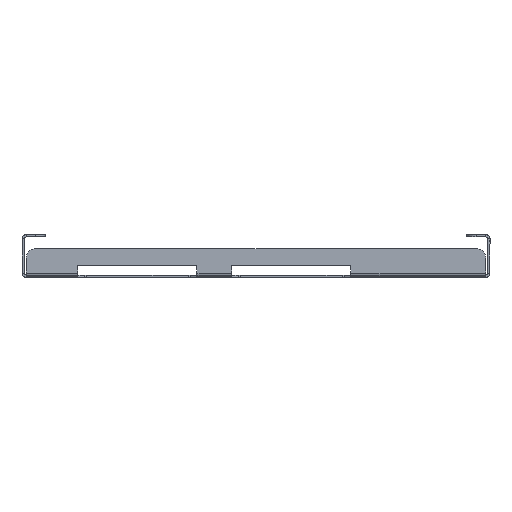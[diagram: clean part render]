
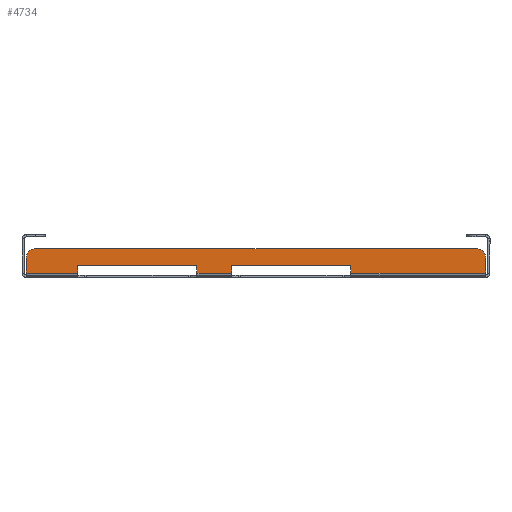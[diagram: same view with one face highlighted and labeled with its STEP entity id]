
A CAD part, front view. The second image highlights one B-rep face of the part: STEP entity #4734.
In plain terms, the highlighted planar face has unit normal (0, -1, 0).
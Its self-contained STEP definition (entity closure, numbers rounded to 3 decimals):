
#74 = EDGE_CURVE ( 'NONE', #4504, #3890, #4567, .T. ) ;
#128 = VERTEX_POINT ( 'NONE', #2632 ) ;
#259 = EDGE_CURVE ( 'NONE', #2604, #5012, #3219, .T. ) ;
#279 = CARTESIAN_POINT ( 'NONE',  ( -119.5, -297., 8.8 ) ) ;
#306 = EDGE_CURVE ( 'NONE', #3276, #128, #3368, .T. ) ;
#360 = VECTOR ( 'NONE', #3687, 1000. ) ;
#449 = CARTESIAN_POINT ( 'NONE',  ( 49.3, -297., 4.8 ) ) ;
#558 = CARTESIAN_POINT ( 'NONE',  ( 114.5, -297., 8.8 ) ) ;
#626 = CARTESIAN_POINT ( 'NONE',  ( -119.5, -297., 1. ) ) ;
#644 = ORIENTED_EDGE ( 'NONE', *, *, #859, .F. ) ;
#646 = LINE ( 'NONE', #4420, #1669 ) ;
#679 = LINE ( 'NONE', #1279, #1930 ) ;
#776 = ORIENTED_EDGE ( 'NONE', *, *, #2069, .F. ) ;
#792 = CARTESIAN_POINT ( 'NONE',  ( -12.7, -297., 4.8 ) ) ;
#821 = EDGE_CURVE ( 'NONE', #3276, #4951, #5502, .T. ) ;
#859 = EDGE_CURVE ( 'NONE', #128, #4569, #2539, .T. ) ;
#878 = DIRECTION ( 'NONE',  ( 0., -1., 0. ) ) ;
#1263 = CARTESIAN_POINT ( 'NONE',  ( -12.7, -297., 4.8 ) ) ;
#1264 = VECTOR ( 'NONE', #3281, 1000. ) ;
#1279 = CARTESIAN_POINT ( 'NONE',  ( 0., -297., 1. ) ) ;
#1331 = ORIENTED_EDGE ( 'NONE', *, *, #5329, .F. ) ;
#1378 = CARTESIAN_POINT ( 'NONE',  ( 0., -297., 4.8 ) ) ;
#1416 = CARTESIAN_POINT ( 'NONE',  ( 119.5, -297., 8.8 ) ) ;
#1462 = DIRECTION ( 'NONE',  ( 0., -1., 0. ) ) ;
#1582 = EDGE_CURVE ( 'NONE', #3890, #3176, #679, .T. ) ;
#1617 = CARTESIAN_POINT ( 'NONE',  ( -92.7, -297., 1. ) ) ;
#1642 = ORIENTED_EDGE ( 'NONE', *, *, #821, .T. ) ;
#1657 = LINE ( 'NONE', #1878, #4334 ) ;
#1659 = ORIENTED_EDGE ( 'NONE', *, *, #3098, .F. ) ;
#1669 = VECTOR ( 'NONE', #4896, 1000. ) ;
#1685 = VERTEX_POINT ( 'NONE', #1841 ) ;
#1693 = AXIS2_PLACEMENT_3D ( 'NONE', #4177, #878, #4600 ) ;
#1841 = CARTESIAN_POINT ( 'NONE',  ( -12.7, -297., 1. ) ) ;
#1863 = CARTESIAN_POINT ( 'NONE',  ( -114.5, -297., 13.8 ) ) ;
#1878 = CARTESIAN_POINT ( 'NONE',  ( -119.5, -297., 13.8 ) ) ;
#1915 = DIRECTION ( 'NONE',  ( 0., 0., -1. ) ) ;
#1930 = VECTOR ( 'NONE', #6030, 1000. ) ;
#1984 = VERTEX_POINT ( 'NONE', #1416 ) ;
#2039 = CARTESIAN_POINT ( 'NONE',  ( 119.5, -297., 1. ) ) ;
#2069 = EDGE_CURVE ( 'NONE', #4504, #5159, #5683, .T. ) ;
#2092 = LINE ( 'NONE', #4866, #3951 ) ;
#2157 = EDGE_CURVE ( 'NONE', #1984, #6109, #2673, .T. ) ;
#2190 = ORIENTED_EDGE ( 'NONE', *, *, #3709, .T. ) ;
#2201 = ORIENTED_EDGE ( 'NONE', *, *, #259, .T. ) ;
#2215 = VECTOR ( 'NONE', #1915, 1000. ) ;
#2259 = DIRECTION ( 'NONE',  ( 0., 0., -1. ) ) ;
#2539 = LINE ( 'NONE', #4425, #5074 ) ;
#2604 = VERTEX_POINT ( 'NONE', #1863 ) ;
#2632 = CARTESIAN_POINT ( 'NONE',  ( -92.7, -297., 4.8 ) ) ;
#2673 = CIRCLE ( 'NONE', #5944, 5. ) ;
#2766 = LINE ( 'NONE', #5846, #4241 ) ;
#2813 = CARTESIAN_POINT ( 'NONE',  ( 80., -297., 4.8 ) ) ;
#2878 = CARTESIAN_POINT ( 'NONE',  ( -30.7, -297., 1. ) ) ;
#2946 = DIRECTION ( 'NONE',  ( 1., 0., 0. ) ) ;
#2982 = VECTOR ( 'NONE', #2259, 1000. ) ;
#3098 = EDGE_CURVE ( 'NONE', #1984, #3176, #4888, .T. ) ;
#3131 = FACE_OUTER_BOUND ( 'NONE', #5385, .T. ) ;
#3176 = VERTEX_POINT ( 'NONE', #2039 ) ;
#3219 = CIRCLE ( 'NONE', #1693, 5. ) ;
#3276 = VERTEX_POINT ( 'NONE', #5408 ) ;
#3281 = DIRECTION ( 'NONE',  ( -1., 0., 0. ) ) ;
#3368 = LINE ( 'NONE', #1378, #5152 ) ;
#3577 = DIRECTION ( 'NONE',  ( 0., 0., -1. ) ) ;
#3687 = DIRECTION ( 'NONE',  ( 0., 0., -1. ) ) ;
#3709 = EDGE_CURVE ( 'NONE', #4343, #4569, #646, .T. ) ;
#3731 = ORIENTED_EDGE ( 'NONE', *, *, #4622, .T. ) ;
#3747 = CARTESIAN_POINT ( 'NONE',  ( 119.5, -297., 0. ) ) ;
#3821 = CARTESIAN_POINT ( 'NONE',  ( 0., -297., 0. ) ) ;
#3890 = VERTEX_POINT ( 'NONE', #4099 ) ;
#3951 = VECTOR ( 'NONE', #5760, 1000. ) ;
#4037 = ORIENTED_EDGE ( 'NONE', *, *, #1582, .T. ) ;
#4048 = AXIS2_PLACEMENT_3D ( 'NONE', #3821, #4754, #6084 ) ;
#4099 = CARTESIAN_POINT ( 'NONE',  ( 49.3, -297., 1. ) ) ;
#4177 = CARTESIAN_POINT ( 'NONE',  ( -114.5, -297., 8.8 ) ) ;
#4230 = DIRECTION ( 'NONE',  ( -1., 0., 0. ) ) ;
#4241 = VECTOR ( 'NONE', #2946, 1000. ) ;
#4334 = VECTOR ( 'NONE', #4770, 1000. ) ;
#4343 = VERTEX_POINT ( 'NONE', #626 ) ;
#4345 = ORIENTED_EDGE ( 'NONE', *, *, #306, .F. ) ;
#4420 = CARTESIAN_POINT ( 'NONE',  ( 0., -297., 1. ) ) ;
#4425 = CARTESIAN_POINT ( 'NONE',  ( -92.7, -297., 4.8 ) ) ;
#4499 = LINE ( 'NONE', #792, #360 ) ;
#4504 = VERTEX_POINT ( 'NONE', #449 ) ;
#4567 = LINE ( 'NONE', #5437, #5646 ) ;
#4569 = VERTEX_POINT ( 'NONE', #1617 ) ;
#4577 = EDGE_CURVE ( 'NONE', #2604, #6109, #2092, .T. ) ;
#4600 = DIRECTION ( 'NONE',  ( 0., 0., -1. ) ) ;
#4622 = EDGE_CURVE ( 'NONE', #4951, #1685, #2766, .T. ) ;
#4734 = ADVANCED_FACE ( 'NONE', ( #3131 ), #5567, .T. ) ;
#4754 = DIRECTION ( 'NONE',  ( 0., -1., 0. ) ) ;
#4758 = CARTESIAN_POINT ( 'NONE',  ( -30.7, -297., 4.8 ) ) ;
#4770 = DIRECTION ( 'NONE',  ( 0., 0., 1. ) ) ;
#4850 = ORIENTED_EDGE ( 'NONE', *, *, #74, .T. ) ;
#4866 = CARTESIAN_POINT ( 'NONE',  ( 119.5, -297., 13.8 ) ) ;
#4888 = LINE ( 'NONE', #3747, #2215 ) ;
#4896 = DIRECTION ( 'NONE',  ( 1., 0., 0. ) ) ;
#4951 = VERTEX_POINT ( 'NONE', #2878 ) ;
#5012 = VERTEX_POINT ( 'NONE', #279 ) ;
#5074 = VECTOR ( 'NONE', #5302, 1000. ) ;
#5114 = ORIENTED_EDGE ( 'NONE', *, *, #5128, .F. ) ;
#5128 = EDGE_CURVE ( 'NONE', #5159, #1685, #4499, .T. ) ;
#5152 = VECTOR ( 'NONE', #4230, 1000. ) ;
#5159 = VERTEX_POINT ( 'NONE', #1263 ) ;
#5302 = DIRECTION ( 'NONE',  ( 0., 0., -1. ) ) ;
#5329 = EDGE_CURVE ( 'NONE', #4343, #5012, #1657, .T. ) ;
#5385 = EDGE_LOOP ( 'NONE', ( #644, #4345, #1642, #3731, #5114, #776, #4850, #4037, #1659, #6032, #5404, #2201, #1331, #2190 ) ) ;
#5404 = ORIENTED_EDGE ( 'NONE', *, *, #4577, .F. ) ;
#5408 = CARTESIAN_POINT ( 'NONE',  ( -30.7, -297., 4.8 ) ) ;
#5437 = CARTESIAN_POINT ( 'NONE',  ( 49.3, -297., 4.8 ) ) ;
#5502 = LINE ( 'NONE', #4758, #2982 ) ;
#5567 = PLANE ( 'NONE',  #4048 ) ;
#5622 = CARTESIAN_POINT ( 'NONE',  ( 114.5, -297., 13.8 ) ) ;
#5646 = VECTOR ( 'NONE', #3577, 1000. ) ;
#5683 = LINE ( 'NONE', #2813, #1264 ) ;
#5687 = DIRECTION ( 'NONE',  ( 0., 0., -1. ) ) ;
#5760 = DIRECTION ( 'NONE',  ( 1., 0., 0. ) ) ;
#5846 = CARTESIAN_POINT ( 'NONE',  ( 0., -297., 1. ) ) ;
#5944 = AXIS2_PLACEMENT_3D ( 'NONE', #558, #1462, #5687 ) ;
#6030 = DIRECTION ( 'NONE',  ( 1., 0., 0. ) ) ;
#6032 = ORIENTED_EDGE ( 'NONE', *, *, #2157, .T. ) ;
#6084 = DIRECTION ( 'NONE',  ( 0., 0., -1. ) ) ;
#6109 = VERTEX_POINT ( 'NONE', #5622 ) ;
